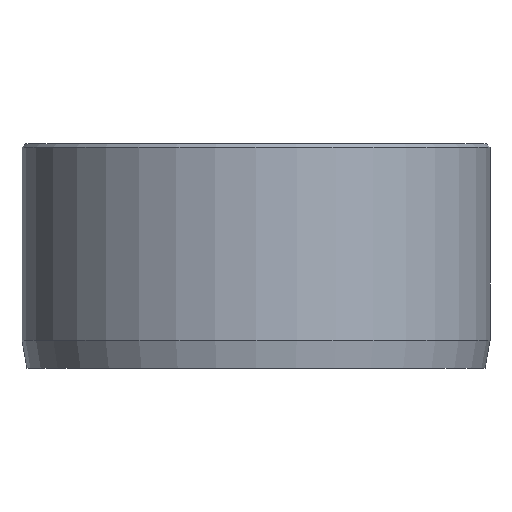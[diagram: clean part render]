
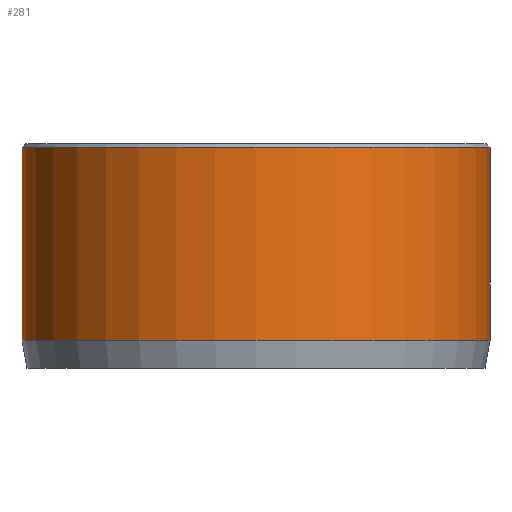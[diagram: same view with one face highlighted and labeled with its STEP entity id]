
A CAD part, front view. The second image highlights one B-rep face of the part: STEP entity #281.
In plain terms, the highlighted cylindrical face has radius 12.5 mm (diameter 25 mm), a partial arc.
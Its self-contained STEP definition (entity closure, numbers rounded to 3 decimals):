
#37 = DIRECTION ( 'NONE',  ( -1., 0., 0. ) ) ;
#89 = CARTESIAN_POINT ( 'NONE',  ( 12.5, 0., 12. ) ) ;
#127 = LINE ( 'NONE', #89, #1139 ) ;
#132 = EDGE_CURVE ( 'NONE', #361, #561, #127, .T. ) ;
#199 = AXIS2_PLACEMENT_3D ( 'NONE', #1036, #949, #477 ) ;
#212 = DIRECTION ( 'NONE',  ( 0., 0., -1. ) ) ;
#247 = DIRECTION ( 'NONE',  ( 0., 0., 1. ) ) ;
#257 = CARTESIAN_POINT ( 'NONE',  ( -12.5, 0., 1.5 ) ) ;
#281 = ADVANCED_FACE ( 'NONE', ( #786 ), #1262, .T. ) ;
#294 = CIRCLE ( 'NONE', #409, 12.5 ) ;
#324 = LINE ( 'NONE', #418, #828 ) ;
#361 = VERTEX_POINT ( 'NONE', #1059 ) ;
#405 = CARTESIAN_POINT ( 'NONE',  ( 12.5, 0., 1.5 ) ) ;
#409 = AXIS2_PLACEMENT_3D ( 'NONE', #816, #247, #916 ) ;
#418 = CARTESIAN_POINT ( 'NONE',  ( -12.5, 0., 12. ) ) ;
#464 = DIRECTION ( 'NONE',  ( 0., 0., -1. ) ) ;
#477 = DIRECTION ( 'NONE',  ( 1., 0., 0. ) ) ;
#479 = EDGE_CURVE ( 'NONE', #1095, #1069, #324, .T. ) ;
#497 = AXIS2_PLACEMENT_3D ( 'NONE', #973, #959, #37 ) ;
#519 = EDGE_CURVE ( 'NONE', #361, #1095, #797, .T. ) ;
#529 = ORIENTED_EDGE ( 'NONE', *, *, #132, .F. ) ;
#546 = EDGE_CURVE ( 'NONE', #1069, #561, #294, .T. ) ;
#561 = VERTEX_POINT ( 'NONE', #405 ) ;
#786 = FACE_OUTER_BOUND ( 'NONE', #839, .T. ) ;
#797 = CIRCLE ( 'NONE', #199, 12.5 ) ;
#816 = CARTESIAN_POINT ( 'NONE',  ( 0., 0., 1.5 ) ) ;
#828 = VECTOR ( 'NONE', #212, 1000. ) ;
#839 = EDGE_LOOP ( 'NONE', ( #529, #1094, #1197, #921 ) ) ;
#916 = DIRECTION ( 'NONE',  ( 1., 0., 0. ) ) ;
#921 = ORIENTED_EDGE ( 'NONE', *, *, #546, .T. ) ;
#928 = CARTESIAN_POINT ( 'NONE',  ( -12.5, 0., 11.8 ) ) ;
#949 = DIRECTION ( 'NONE',  ( 0., 0., -1. ) ) ;
#959 = DIRECTION ( 'NONE',  ( 0., 0., -1. ) ) ;
#973 = CARTESIAN_POINT ( 'NONE',  ( 0., 0., 12. ) ) ;
#1036 = CARTESIAN_POINT ( 'NONE',  ( 0., 0., 11.8 ) ) ;
#1059 = CARTESIAN_POINT ( 'NONE',  ( 12.5, 0., 11.8 ) ) ;
#1069 = VERTEX_POINT ( 'NONE', #257 ) ;
#1094 = ORIENTED_EDGE ( 'NONE', *, *, #519, .T. ) ;
#1095 = VERTEX_POINT ( 'NONE', #928 ) ;
#1139 = VECTOR ( 'NONE', #464, 1000. ) ;
#1197 = ORIENTED_EDGE ( 'NONE', *, *, #479, .T. ) ;
#1262 = CYLINDRICAL_SURFACE ( 'NONE', #497, 12.5 ) ;
